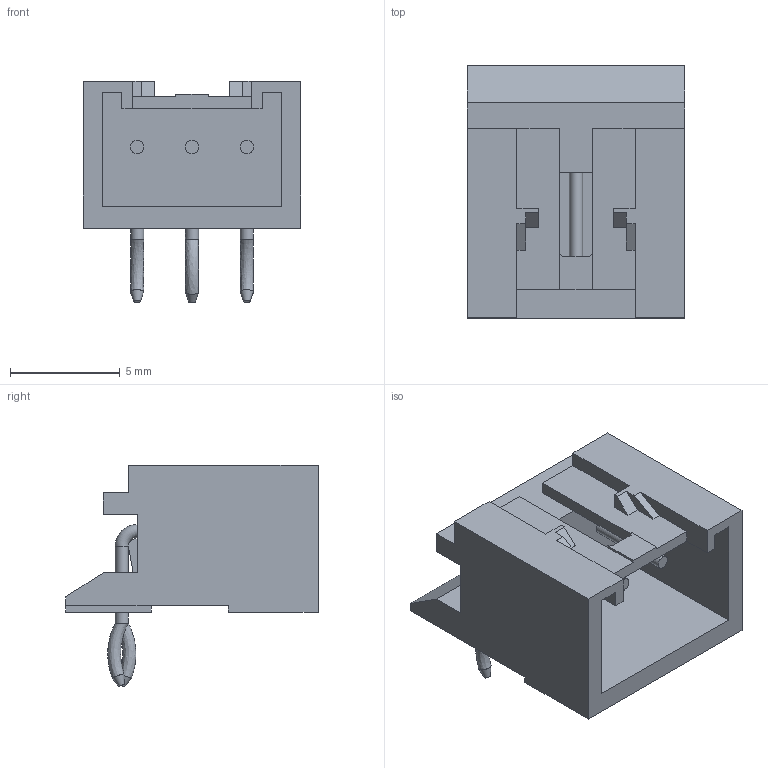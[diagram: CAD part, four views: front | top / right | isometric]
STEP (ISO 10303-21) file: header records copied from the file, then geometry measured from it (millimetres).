
FILE_DESCRIPTION(/* description */ (''),/* implementation_level */ '2;1');
FILE_NAME(/* name */ '534260310wbm000_01_214.stp',/* time_stamp */ '2023-12-12T11:29:05+06:00',/* author */ (''),/* organization */ (''),/* preprocessor_version */ 'ST-DEVELOPER v16.7',/* originating_system */ 'SIEMENS PLM Software NX 1919',/* authorisation */ '');
FILE_SCHEMA (('AUTOMOTIVE_DESIGN { 1 0 10303 214 3 1 1 1 }'));
Length unit declared in the file: millimetre
Products named in the file (1): 534260310wbm000_01
Bounding box: 9.9 x 11.5 x 10.1 mm (x, y, z)
Volume: 315.8 mm3; surface area: 747.5 mm2
Topology: 1 solids, 1 shells, 109 faces, 321 edges, 215 vertices
Faces by surface type: plane 88, cylinder 12, bspline 6, torus 3
Full cylindrical faces by diameter (mm): 0.6 x9
Entity records: 4820 total; most frequent: CARTESIAN_POINT 2063, ORIENTED_EDGE 574, DIRECTION 504, EDGE_CURVE 287, LINE 248, VECTOR 248, VERTEX_POINT 199, EDGE_LOOP 142
